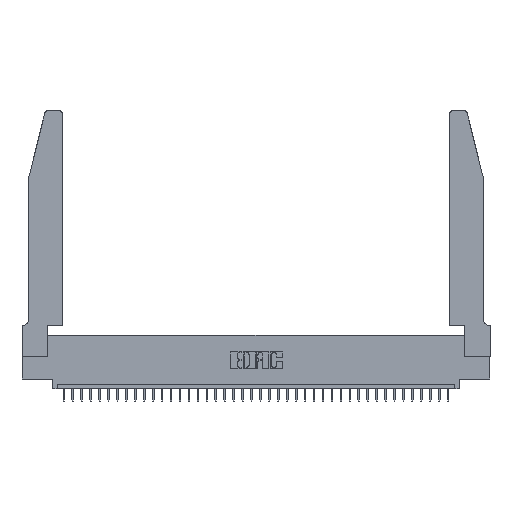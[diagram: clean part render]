
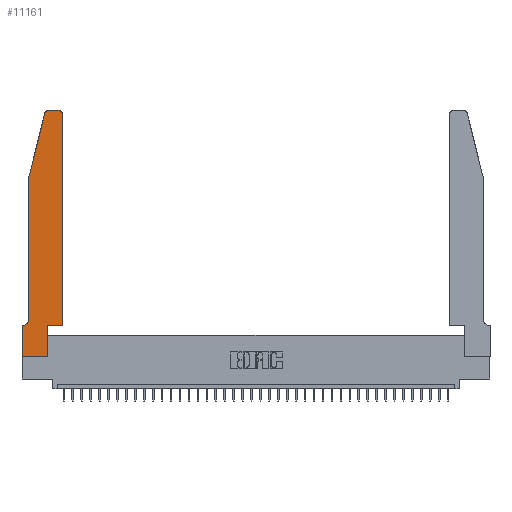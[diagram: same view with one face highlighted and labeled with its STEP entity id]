
A CAD part, top view. The second image highlights one B-rep face of the part: STEP entity #11161.
In plain terms, the highlighted planar face has unit normal (0, 0, 1).
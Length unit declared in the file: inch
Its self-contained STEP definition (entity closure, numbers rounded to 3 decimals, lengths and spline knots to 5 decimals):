
#558 = VERTEX_POINT ( 'NONE', #15635 ) ;
#583 = CARTESIAN_POINT ( 'NONE',  ( 0., 0.35, 0.37 ) ) ;
#843 = CIRCLE ( 'NONE', #32651, 0.07 ) ;
#847 = CARTESIAN_POINT ( 'NONE',  ( 0.0055, 0.35, 0.37 ) ) ;
#926 = ORIENTED_EDGE ( 'NONE', *, *, #34281, .T. ) ;
#1284 = ORIENTED_EDGE ( 'NONE', *, *, #6465, .T. ) ;
#1644 = CARTESIAN_POINT ( 'NONE',  ( 0.0055, 0.42, 0.37 ) ) ;
#2940 = LINE ( 'NONE', #9440, #5635 ) ;
#3426 = VECTOR ( 'NONE', #13250, 39.37008 ) ;
#5449 = CARTESIAN_POINT ( 'NONE',  ( 0., 0., 0.37 ) ) ;
#5635 = VECTOR ( 'NONE', #32787, 39.37008 ) ;
#6465 = EDGE_CURVE ( 'NONE', #31128, #8269, #26915, .T. ) ;
#6642 = DIRECTION ( 'NONE',  ( -1., 0., 0. ) ) ;
#7188 = CARTESIAN_POINT ( 'NONE',  ( 0.284, 2.75, 0.37 ) ) ;
#7896 = VERTEX_POINT ( 'NONE', #23713 ) ;
#8117 = CARTESIAN_POINT ( 'NONE',  ( 0.4505, 0.35, 0.37 ) ) ;
#8269 = VERTEX_POINT ( 'NONE', #29787 ) ;
#8313 = LINE ( 'NONE', #8117, #32172 ) ;
#8492 = VERTEX_POINT ( 'NONE', #7188 ) ;
#8762 = EDGE_CURVE ( 'NONE', #21842, #9197, #2940, .T. ) ;
#9197 = VERTEX_POINT ( 'NONE', #583 ) ;
#9226 = ORIENTED_EDGE ( 'NONE', *, *, #23458, .T. ) ;
#9279 = CARTESIAN_POINT ( 'NONE',  ( 0.2865, 0.35, 0.37 ) ) ;
#9440 = CARTESIAN_POINT ( 'NONE',  ( 0.0755, 0.35, 0.37 ) ) ;
#9564 = DIRECTION ( 'NONE',  ( 0., 1., 0. ) ) ;
#9745 = LINE ( 'NONE', #24870, #28506 ) ;
#10765 = VERTEX_POINT ( 'NONE', #9279 ) ;
#11161 = ADVANCED_FACE ( 'NONE', ( #23224 ), #26828, .T. ) ;
#11162 = VERTEX_POINT ( 'NONE', #27213 ) ;
#11244 = ORIENTED_EDGE ( 'NONE', *, *, #29076, .T. ) ;
#11820 = ORIENTED_EDGE ( 'NONE', *, *, #12143, .T. ) ;
#12143 = EDGE_CURVE ( 'NONE', #7896, #21842, #843, .T. ) ;
#12275 = DIRECTION ( 'NONE',  ( 1., 0., 0. ) ) ;
#13250 = DIRECTION ( 'NONE',  ( 0., -1., 0. ) ) ;
#13430 = LINE ( 'NONE', #36574, #3426 ) ;
#13756 = CARTESIAN_POINT ( 'NONE',  ( 0.4205, 2.72, 0.37 ) ) ;
#13874 = ORIENTED_EDGE ( 'NONE', *, *, #30666, .T. ) ;
#14626 = EDGE_CURVE ( 'NONE', #10765, #558, #8313, .T. ) ;
#14756 = DIRECTION ( 'NONE',  ( 0., -1., 0. ) ) ;
#14760 = EDGE_CURVE ( 'NONE', #28128, #10765, #9745, .T. ) ;
#15159 = CARTESIAN_POINT ( 'NONE',  ( 0.4505, 0.35, 0.37 ) ) ;
#15233 = LINE ( 'NONE', #15425, #36920 ) ;
#15313 = VECTOR ( 'NONE', #14756, 39.37008 ) ;
#15334 = CARTESIAN_POINT ( 'NONE',  ( 0., 0.35, 0.37 ) ) ;
#15339 = VERTEX_POINT ( 'NONE', #22334 ) ;
#15425 = CARTESIAN_POINT ( 'NONE',  ( 0.2605, 2.75, 0.37 ) ) ;
#15635 = CARTESIAN_POINT ( 'NONE',  ( 0.4505, 0.35, 0.37 ) ) ;
#15832 = ORIENTED_EDGE ( 'NONE', *, *, #14760, .T. ) ;
#16286 = EDGE_LOOP ( 'NONE', ( #11244, #926, #35446, #35454, #11820, #29229, #13874, #32815, #15832, #27742, #9226, #1284 ) ) ;
#16900 = DIRECTION ( 'NONE',  ( 1., 0., 0. ) ) ;
#17466 = EDGE_CURVE ( 'NONE', #15339, #7896, #13430, .T. ) ;
#18694 = VERTEX_POINT ( 'NONE', #24465 ) ;
#19744 = AXIS2_PLACEMENT_3D ( 'NONE', #15334, #26658, #12275 ) ;
#20069 = CARTESIAN_POINT ( 'NONE',  ( 0.4505, 2.72, 0.37 ) ) ;
#20743 = VECTOR ( 'NONE', #35640, 39.37008 ) ;
#21842 = VERTEX_POINT ( 'NONE', #847 ) ;
#22334 = CARTESIAN_POINT ( 'NONE',  ( 0.0755, 2., 0.37 ) ) ;
#23136 = DIRECTION ( 'NONE',  ( 0., 0., 1. ) ) ;
#23224 = FACE_OUTER_BOUND ( 'NONE', #16286, .T. ) ;
#23458 = EDGE_CURVE ( 'NONE', #558, #31128, #27033, .T. ) ;
#23713 = CARTESIAN_POINT ( 'NONE',  ( 0.0755, 0.42, 0.37 ) ) ;
#24465 = CARTESIAN_POINT ( 'NONE',  ( 0.25487, 2.72718, 0.37 ) ) ;
#24870 = CARTESIAN_POINT ( 'NONE',  ( 0.2865, 0.35, 0.37 ) ) ;
#25074 = VECTOR ( 'NONE', #35658, 39.37008 ) ;
#25441 = DIRECTION ( 'NONE',  ( 1., 0., 0. ) ) ;
#26658 = DIRECTION ( 'NONE',  ( 0., 0., 1. ) ) ;
#26828 = PLANE ( 'NONE',  #19744 ) ;
#26915 = CIRCLE ( 'NONE', #36677, 0.03 ) ;
#27033 = LINE ( 'NONE', #15159, #20743 ) ;
#27213 = CARTESIAN_POINT ( 'NONE',  ( 0., 0., 0.37 ) ) ;
#27742 = ORIENTED_EDGE ( 'NONE', *, *, #14626, .T. ) ;
#28128 = VERTEX_POINT ( 'NONE', #36640 ) ;
#28506 = VECTOR ( 'NONE', #9564, 39.37008 ) ;
#29076 = EDGE_CURVE ( 'NONE', #8269, #8492, #15233, .T. ) ;
#29229 = ORIENTED_EDGE ( 'NONE', *, *, #8762, .T. ) ;
#29485 = CIRCLE ( 'NONE', #30712, 0.03 ) ;
#29699 = CARTESIAN_POINT ( 'NONE',  ( 0., 0., 0.37 ) ) ;
#29745 = CARTESIAN_POINT ( 'NONE',  ( 0.0755, 2., 0.37 ) ) ;
#29787 = CARTESIAN_POINT ( 'NONE',  ( 0.4205, 2.75, 0.37 ) ) ;
#30385 = DIRECTION ( 'NONE',  ( -1., 0., 0. ) ) ;
#30666 = EDGE_CURVE ( 'NONE', #9197, #11162, #32741, .T. ) ;
#30712 = AXIS2_PLACEMENT_3D ( 'NONE', #34046, #23136, #31754 ) ;
#31128 = VERTEX_POINT ( 'NONE', #20069 ) ;
#31253 = VECTOR ( 'NONE', #34730, 39.37008 ) ;
#31683 = LINE ( 'NONE', #5449, #31253 ) ;
#31754 = DIRECTION ( 'NONE',  ( 1., 0., 0. ) ) ;
#32008 = EDGE_CURVE ( 'NONE', #18694, #15339, #32417, .T. ) ;
#32172 = VECTOR ( 'NONE', #16900, 39.37008 ) ;
#32417 = LINE ( 'NONE', #29745, #25074 ) ;
#32651 = AXIS2_PLACEMENT_3D ( 'NONE', #1644, #33427, #30385 ) ;
#32741 = LINE ( 'NONE', #29699, #15313 ) ;
#32787 = DIRECTION ( 'NONE',  ( -1., 0., 0. ) ) ;
#32815 = ORIENTED_EDGE ( 'NONE', *, *, #33235, .T. ) ;
#33235 = EDGE_CURVE ( 'NONE', #11162, #28128, #31683, .T. ) ;
#33427 = DIRECTION ( 'NONE',  ( 0., 0., -1. ) ) ;
#34046 = CARTESIAN_POINT ( 'NONE',  ( 0.284, 2.72, 0.37 ) ) ;
#34232 = DIRECTION ( 'NONE',  ( 0., 0., 1. ) ) ;
#34281 = EDGE_CURVE ( 'NONE', #8492, #18694, #29485, .T. ) ;
#34730 = DIRECTION ( 'NONE',  ( 1., 0., 0. ) ) ;
#35446 = ORIENTED_EDGE ( 'NONE', *, *, #32008, .T. ) ;
#35454 = ORIENTED_EDGE ( 'NONE', *, *, #17466, .T. ) ;
#35640 = DIRECTION ( 'NONE',  ( 0., 1., 0. ) ) ;
#35658 = DIRECTION ( 'NONE',  ( -0.239, -0.971, 0. ) ) ;
#36574 = CARTESIAN_POINT ( 'NONE',  ( 0.0755, 2., 0.37 ) ) ;
#36640 = CARTESIAN_POINT ( 'NONE',  ( 0.2865, 0., 0.37 ) ) ;
#36677 = AXIS2_PLACEMENT_3D ( 'NONE', #13756, #34232, #25441 ) ;
#36920 = VECTOR ( 'NONE', #6642, 39.37008 ) ;
